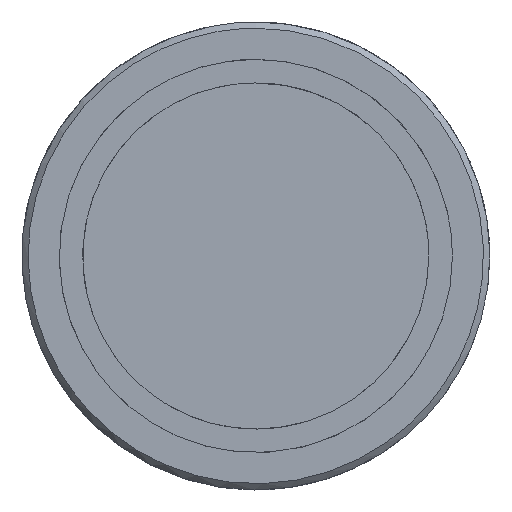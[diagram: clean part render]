
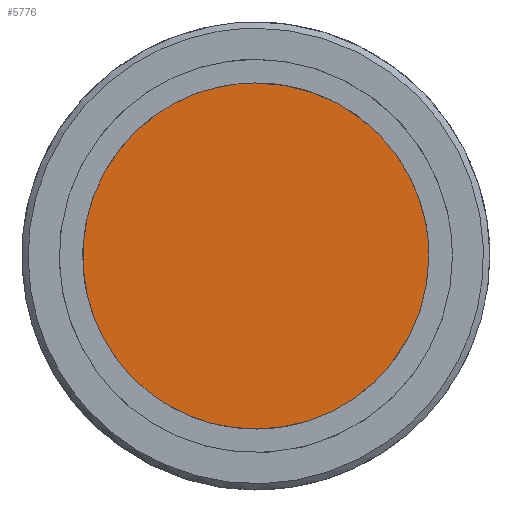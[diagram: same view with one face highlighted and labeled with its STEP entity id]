
A CAD part, front view. The second image highlights one B-rep face of the part: STEP entity #5776.
In plain terms, the highlighted free-form (B-spline) face has degree [1, 1] with [2, 2] control points.
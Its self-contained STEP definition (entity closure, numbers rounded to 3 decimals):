
#5681 = VERTEX_POINT('',#5682);
#5682 = CARTESIAN_POINT('',(17.942,3.262,
    0.));
#5687 = EDGE_CURVE('',#5681,#5688,#5690,.T.);
#5688 = VERTEX_POINT('',#5689);
#5689 = CARTESIAN_POINT('',(0.,3.262,17.942));
#5690 = ( BOUNDED_CURVE() B_SPLINE_CURVE(2,(#5691,#5692,#5693,#5694,
#5695),.UNSPECIFIED.,.F.,.F.) B_SPLINE_CURVE_WITH_KNOTS((3,2,3),(
    1.571,3.927,6.283),
.PIECEWISE_BEZIER_KNOTS.) CURVE() GEOMETRIC_REPRESENTATION_ITEM() 
RATIONAL_B_SPLINE_CURVE((1.,0.383,1.,0.383,1.)) 
REPRESENTATION_ITEM('') );
#5691 = CARTESIAN_POINT('',(17.942,3.262,
    0.));
#5692 = CARTESIAN_POINT('',(17.942,3.262,
    -43.317));
#5693 = CARTESIAN_POINT('',(-12.687,3.262,
    -12.687));
#5694 = CARTESIAN_POINT('',(-43.317,3.262,
    17.942));
#5695 = CARTESIAN_POINT('',(0.,3.262,
    17.942));
#5697 = EDGE_CURVE('',#5688,#5681,#5698,.T.);
#5698 = ( BOUNDED_CURVE() B_SPLINE_CURVE(2,(#5699,#5700,#5701),
.UNSPECIFIED.,.F.,.F.) B_SPLINE_CURVE_WITH_KNOTS((3,3),(0.,
1.571),.PIECEWISE_BEZIER_KNOTS.) CURVE() 
GEOMETRIC_REPRESENTATION_ITEM() RATIONAL_B_SPLINE_CURVE((1.,
0.707,1.)) REPRESENTATION_ITEM('') );
#5699 = CARTESIAN_POINT('',(0.,3.262,17.942));
#5700 = CARTESIAN_POINT('',(17.942,3.262,
    17.942));
#5701 = CARTESIAN_POINT('',(17.942,3.262,
    0.));
#5776 = ADVANCED_FACE('',(#5777),#5781,.F.);
#5777 = FACE_BOUND('',#5778,.T.);
#5778 = EDGE_LOOP('',(#5779,#5780));
#5779 = ORIENTED_EDGE('',*,*,#5697,.F.);
#5780 = ORIENTED_EDGE('',*,*,#5687,.F.);
#5781 = B_SPLINE_SURFACE_WITH_KNOTS('',1,1,(
    (#5782,#5783)
    ,(#5784,#5785
    )),.UNSPECIFIED.,.F.,.F.,.F.,(2,2),(2,2),(-22.,22.),(-22.,22.),
  .PIECEWISE_BEZIER_KNOTS.);
#5782 = CARTESIAN_POINT('',(-17.942,3.262,
    -17.942));
#5783 = CARTESIAN_POINT('',(17.942,3.262,
    -17.942));
#5784 = CARTESIAN_POINT('',(-17.942,3.262,
    17.942));
#5785 = CARTESIAN_POINT('',(17.942,3.262,
    17.942));
